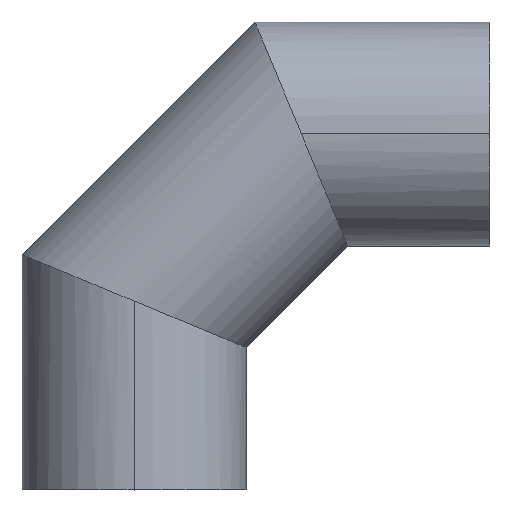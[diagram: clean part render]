
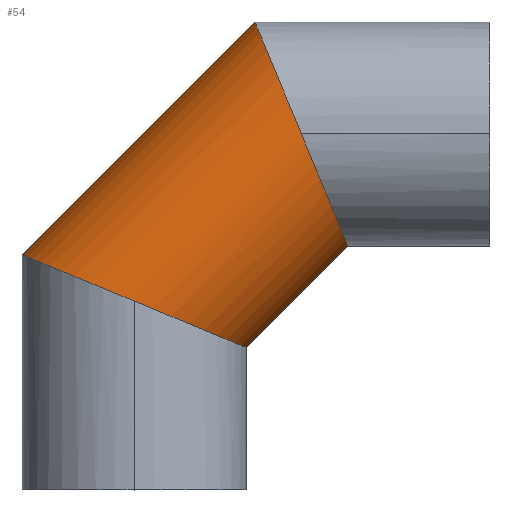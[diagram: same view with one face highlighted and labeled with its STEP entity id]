
A CAD part, top view. The second image highlights one B-rep face of the part: STEP entity #54.
In plain terms, the highlighted cylindrical face has radius 80.01 mm (diameter 160.02 mm), a partial arc.
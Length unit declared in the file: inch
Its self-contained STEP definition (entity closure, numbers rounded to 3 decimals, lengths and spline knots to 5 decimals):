
#38 = CARTESIAN_POINT ( 'NONE',  ( 3.39523, 13.15, 0. ) ) ;
#41 = CARTESIAN_POINT ( 'NONE',  ( 6.00477, 6.85, 1.84523 ) ) ;
#54 = ADVANCED_FACE ( 'NONE', ( #525 ), #513, .T. ) ;
#66 = CARTESIAN_POINT ( 'NONE',  ( -3.15, 6.60477, 0. ) ) ;
#77 = CARTESIAN_POINT ( 'NONE',  ( 6.00477, 6.85, 0. ) ) ;
#80 = CARTESIAN_POINT ( 'NONE',  ( 0., 5.3, 3.15 ) ) ;
#85 = DIRECTION ( 'NONE',  ( 0.707, 0.707, 0. ) ) ;
#95 = DIRECTION ( 'NONE',  ( 0.707, 0.707, 0. ) ) ;
#101 = CARTESIAN_POINT ( 'NONE',  ( 6.00477, 6.85, 0. ) ) ;
#105 = VERTEX_POINT ( 'NONE', #220 ) ;
#112 = CARTESIAN_POINT ( 'NONE',  ( -3.15, 6.60477, 0. ) ) ;
#113 =( BOUNDED_CURVE ( )  B_SPLINE_CURVE ( 3, ( #80, #326, #413, #162 ),
 .UNSPECIFIED., .F., .F. ) 
 B_SPLINE_CURVE_WITH_KNOTS ( ( 4, 4 ),
 ( 4.71239, 6.28319 ),
 .UNSPECIFIED. ) 
 CURVE ( )  GEOMETRIC_REPRESENTATION_ITEM ( )  RATIONAL_B_SPLINE_CURVE ( ( 1., 0.805, 0.805, 1. ) ) 
 REPRESENTATION_ITEM ( '' )  );
#117 = CARTESIAN_POINT ( 'NONE',  ( 4.7, 10., 3.15 ) ) ;
#138 = CARTESIAN_POINT ( 'NONE',  ( 0., 5.3, 0. ) ) ;
#151 = CARTESIAN_POINT ( 'NONE',  ( 3.39523, 13.15, 0. ) ) ;
#153 = VECTOR ( 'NONE', #196, 39.37008 ) ;
#156 = VERTEX_POINT ( 'NONE', #479 ) ;
#157 = CARTESIAN_POINT ( 'NONE',  ( 0., 5.3, 3.15 ) ) ;
#161 = VERTEX_POINT ( 'NONE', #101 ) ;
#162 = CARTESIAN_POINT ( 'NONE',  ( 3.15, 3.99523, 0. ) ) ;
#173 =( BOUNDED_CURVE ( )  B_SPLINE_CURVE ( 3, ( #112, #493, #411, #157 ),
 .UNSPECIFIED., .F., .T. ) 
 B_SPLINE_CURVE_WITH_KNOTS ( ( 4, 4 ),
 ( 3.14159, 4.71239 ),
 .UNSPECIFIED. ) 
 CURVE ( )  GEOMETRIC_REPRESENTATION_ITEM ( )  RATIONAL_B_SPLINE_CURVE ( ( 1., 0.805, 0.805, 1. ) ) 
 REPRESENTATION_ITEM ( '' )  );
#181 = VERTEX_POINT ( 'NONE', #66 ) ;
#182 = VERTEX_POINT ( 'NONE', #353 ) ;
#190 = EDGE_LOOP ( 'NONE', ( #442, #382, #394, #495, #288, #355 ) ) ;
#196 = DIRECTION ( 'NONE',  ( 0.707, 0.707, 0. ) ) ;
#220 = CARTESIAN_POINT ( 'NONE',  ( 3.15, 3.99523, 0. ) ) ;
#229 = LINE ( 'NONE', #447, #153 ) ;
#238 = CARTESIAN_POINT ( 'NONE',  ( 4.7, 10., 3.15 ) ) ;
#263 = DIRECTION ( 'NONE',  ( -0.707, 0.707, 0. ) ) ;
#286 = CARTESIAN_POINT ( 'NONE',  ( 3.39523, 13.15, 1.84523 ) ) ;
#288 = ORIENTED_EDGE ( 'NONE', *, *, #360, .T. ) ;
#297 = CARTESIAN_POINT ( 'NONE',  ( 2.22739, 3.07261, 0. ) ) ;
#303 = EDGE_CURVE ( 'NONE', #181, #313, #229, .T. ) ;
#311 =( BOUNDED_CURVE ( )  B_SPLINE_CURVE ( 3, ( #77, #41, #373, #117 ),
 .UNSPECIFIED., .F., .T. ) 
 B_SPLINE_CURVE_WITH_KNOTS ( ( 4, 4 ),
 ( 3.14159, 4.71239 ),
 .UNSPECIFIED. ) 
 CURVE ( )  GEOMETRIC_REPRESENTATION_ITEM ( )  RATIONAL_B_SPLINE_CURVE ( ( 1., 0.805, 0.805, 1. ) ) 
 REPRESENTATION_ITEM ( '' )  );
#313 = VERTEX_POINT ( 'NONE', #151 ) ;
#326 = CARTESIAN_POINT ( 'NONE',  ( 1.84523, 4.53568, 3.15 ) ) ;
#333 = AXIS2_PLACEMENT_3D ( 'NONE', #138, #95, #263 ) ;
#353 = CARTESIAN_POINT ( 'NONE',  ( 4.7, 10., 3.15 ) ) ;
#355 = ORIENTED_EDGE ( 'NONE', *, *, #303, .F. ) ;
#360 = EDGE_CURVE ( 'NONE', #182, #313, #368, .T. ) ;
#368 =( BOUNDED_CURVE ( )  B_SPLINE_CURVE ( 3, ( #238, #528, #286, #38 ),
 .UNSPECIFIED., .F., .T. ) 
 B_SPLINE_CURVE_WITH_KNOTS ( ( 4, 4 ),
 ( 4.71239, 6.28319 ),
 .UNSPECIFIED. ) 
 CURVE ( )  GEOMETRIC_REPRESENTATION_ITEM ( )  RATIONAL_B_SPLINE_CURVE ( ( 1., 0.805, 0.805, 1. ) ) 
 REPRESENTATION_ITEM ( '' )  );
#373 = CARTESIAN_POINT ( 'NONE',  ( 5.46432, 8.15477, 3.15 ) ) ;
#382 = ORIENTED_EDGE ( 'NONE', *, *, #427, .T. ) ;
#392 = EDGE_CURVE ( 'NONE', #181, #156, #173, .T. ) ;
#394 = ORIENTED_EDGE ( 'NONE', *, *, #475, .T. ) ;
#411 = CARTESIAN_POINT ( 'NONE',  ( -1.84523, 6.06432, 3.15 ) ) ;
#413 = CARTESIAN_POINT ( 'NONE',  ( 3.15, 3.99523, 1.84523 ) ) ;
#415 = EDGE_CURVE ( 'NONE', #161, #182, #311, .T. ) ;
#427 = EDGE_CURVE ( 'NONE', #156, #105, #113, .T. ) ;
#442 = ORIENTED_EDGE ( 'NONE', *, *, #392, .T. ) ;
#447 = CARTESIAN_POINT ( 'NONE',  ( -2.22739, 7.52739, 0. ) ) ;
#454 = LINE ( 'NONE', #297, #532 ) ;
#475 = EDGE_CURVE ( 'NONE', #105, #161, #454, .T. ) ;
#479 = CARTESIAN_POINT ( 'NONE',  ( 0., 5.3, 3.15 ) ) ;
#493 = CARTESIAN_POINT ( 'NONE',  ( -3.15, 6.60477, 1.84523 ) ) ;
#495 = ORIENTED_EDGE ( 'NONE', *, *, #415, .T. ) ;
#513 = CYLINDRICAL_SURFACE ( 'NONE', #333, 3.15 ) ;
#525 = FACE_OUTER_BOUND ( 'NONE', #190, .T. ) ;
#528 = CARTESIAN_POINT ( 'NONE',  ( 3.93568, 11.84523, 3.15 ) ) ;
#532 = VECTOR ( 'NONE', #85, 39.37008 ) ;
